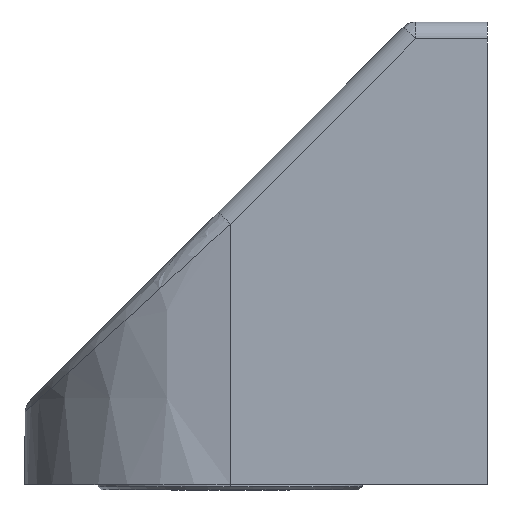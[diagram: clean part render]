
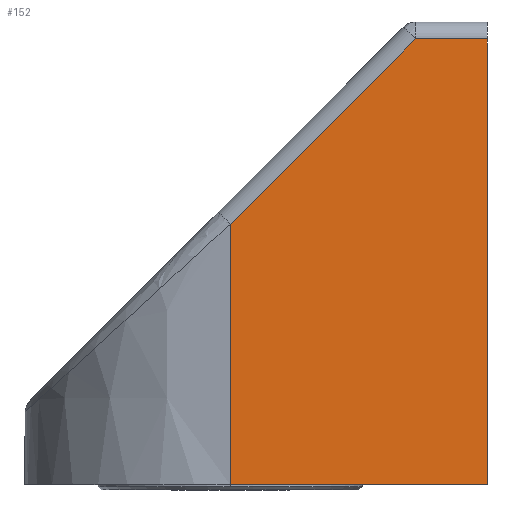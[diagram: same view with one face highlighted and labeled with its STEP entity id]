
A CAD part, front view. The second image highlights one B-rep face of the part: STEP entity #152.
In plain terms, the highlighted planar face has unit normal (0, -1, 0.009).
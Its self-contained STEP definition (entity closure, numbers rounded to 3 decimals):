
#152=ADVANCED_FACE('NONE',(#325),#326,.T.);
#325=FACE_OUTER_BOUND('',#546,.T.);
#326=PLANE('',#547);
#546=EDGE_LOOP('',(#1212,#1213,#1214,#1215,#1216));
#547=AXIS2_PLACEMENT_3D('',#1217,#1218,#1219);
#1212=ORIENTED_EDGE('',*,*,#1547,.T.);
#1213=ORIENTED_EDGE('',*,*,#1576,.T.);
#1214=ORIENTED_EDGE('',*,*,#1562,.T.);
#1215=ORIENTED_EDGE('',*,*,#1577,.T.);
#1216=ORIENTED_EDGE('',*,*,#1578,.T.);
#1217=CARTESIAN_POINT('',(-30.756,-29.382,-18.));
#1218=DIRECTION('',(0.,-1.,0.009));
#1219=DIRECTION('',(-1.0,0.,0.0));
#1547=EDGE_CURVE('NONE',#1793,#1798,#1800,.T.);
#1562=EDGE_CURVE('NONE',#1827,#1825,#1828,.T.);
#1576=EDGE_CURVE('NONE',#1798,#1827,#1847,.T.);
#1577=EDGE_CURVE('NONE',#1825,#1848,#1849,.T.);
#1578=EDGE_CURVE('NONE',#1848,#1793,#1850,.T.);
#1793=VERTEX_POINT('NONE',#2148);
#1798=VERTEX_POINT('NONE',#2238);
#1800=LINE('',#2240,#2241);
#1825=VERTEX_POINT('NONE',#2271);
#1827=VERTEX_POINT('NONE',#2273);
#1828=LINE('',#2274,#2275);
#1847=LINE('',#2303,#2304);
#1848=VERTEX_POINT('NONE',#2305);
#1849=LINE('',#2306,#2307);
#1850=LINE('',#2308,#2309);
#2148=CARTESIAN_POINT('',(-45.756,-29.249,-2.789));
#2238=CARTESIAN_POINT('',(-45.756,-29.382,-18.));
#2240=CARTESIAN_POINT('',(-45.756,-29.382,-18.));
#2241=VECTOR('',#2909,1000.0);
#2271=CARTESIAN_POINT('',(-30.756,-29.155,8.009));
#2273=CARTESIAN_POINT('',(-30.756,-29.382,-18.));
#2274=CARTESIAN_POINT('',(-30.756,-29.382,-18.));
#2275=VECTOR('',#2933,1000.0);
#2303=CARTESIAN_POINT('',(-30.756,-29.382,-18.));
#2304=VECTOR('',#2946,1000.0);
#2305=CARTESIAN_POINT('',(-34.958,-29.155,8.009));
#2306=CARTESIAN_POINT('',(-30.756,-29.155,8.009));
#2307=VECTOR('',#2947,1000.0);
#2308=CARTESIAN_POINT('',(-34.958,-29.155,8.009));
#2309=VECTOR('',#2948,1000.0);
#2909=DIRECTION('',(0.0,-0.009,-1.));
#2933=DIRECTION('',(0.0,0.009,1.));
#2946=DIRECTION('',(1.0,0.,0.));
#2947=DIRECTION('',(-1.0,0.,0.));
#2948=DIRECTION('',(-0.707,-0.006,-0.707));
